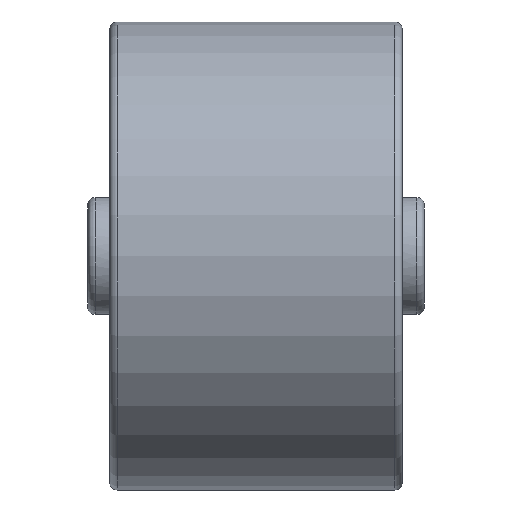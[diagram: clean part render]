
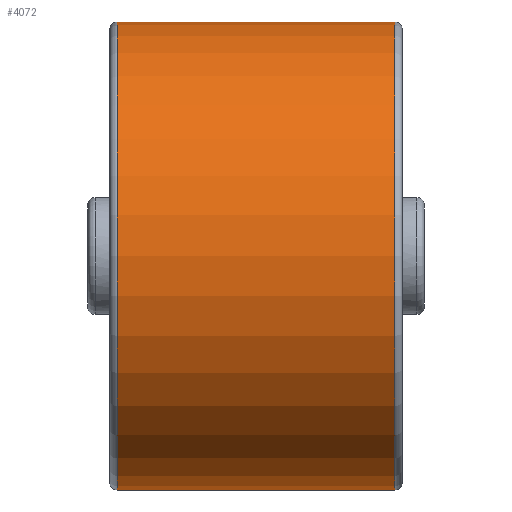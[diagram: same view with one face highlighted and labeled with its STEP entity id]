
A CAD part, top view. The second image highlights one B-rep face of the part: STEP entity #4072.
In plain terms, the highlighted cylindrical face has radius 16 mm (diameter 32 mm), a partial arc.
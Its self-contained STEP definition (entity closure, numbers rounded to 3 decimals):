
#2210=CARTESIAN_POINT('',(9.5,0.,0.));
#2211=DIRECTION('',(-1.,0.,0.));
#2212=DIRECTION('',(0.,-1.,0.));
#2213=AXIS2_PLACEMENT_3D('',#2210,#2211,#2212);
#2218=CARTESIAN_POINT('',(-9.5,0.,0.));
#2219=DIRECTION('',(-1.,0.,0.));
#2220=DIRECTION('',(0.,-1.,0.));
#2221=AXIS2_PLACEMENT_3D('',#2218,#2219,#2220);
#2250=DIRECTION('',(-1.,0.,0.));
#2251=VECTOR('',#2250,19.);
#2252=CARTESIAN_POINT('',(9.5,16.,0.));
#2253=LINE('',#2252,#2251);
#2265=DIRECTION('',(-1.,0.,0.));
#2266=VECTOR('',#2265,19.);
#2267=CARTESIAN_POINT('',(9.5,-16.,0.));
#2268=LINE('',#2267,#2266);
#2528=CARTESIAN_POINT('',(9.5,16.,0.));
#2529=CARTESIAN_POINT('',(9.5,-16.,0.));
#2530=VERTEX_POINT('',#2528);
#2531=VERTEX_POINT('',#2529);
#2540=CARTESIAN_POINT('',(-9.5,16.,0.));
#2541=CARTESIAN_POINT('',(-9.5,-16.,0.));
#2542=VERTEX_POINT('',#2540);
#2543=VERTEX_POINT('',#2541);
#4058=CARTESIAN_POINT('',(-11.5,0.,0.));
#4059=DIRECTION('',(1.,0.,0.));
#4060=DIRECTION('',(0.,-1.,0.));
#4061=AXIS2_PLACEMENT_3D('',#4058,#4059,#4060);
#4062=CYLINDRICAL_SURFACE('',#4061,16.);
#4064=ORIENTED_EDGE('',*,*,#4063,.F.);
#4066=ORIENTED_EDGE('',*,*,#4065,.T.);
#4067=ORIENTED_EDGE('',*,*,#4052,.T.);
#4069=ORIENTED_EDGE('',*,*,#4068,.F.);
#4070=EDGE_LOOP('',(#4064,#4066,#4067,#4069));
#4071=FACE_OUTER_BOUND('',#4070,.F.);
#2214=CIRCLE('',#2213,16.);
#2222=CIRCLE('',#2221,16.);
#4052=EDGE_CURVE('',#2543,#2542,#2222,.T.);
#4063=EDGE_CURVE('',#2531,#2530,#2214,.T.);
#4065=EDGE_CURVE('',#2531,#2543,#2268,.T.);
#4068=EDGE_CURVE('',#2530,#2542,#2253,.T.);
#4072=ADVANCED_FACE('',(#4071),#4062,.T.);
